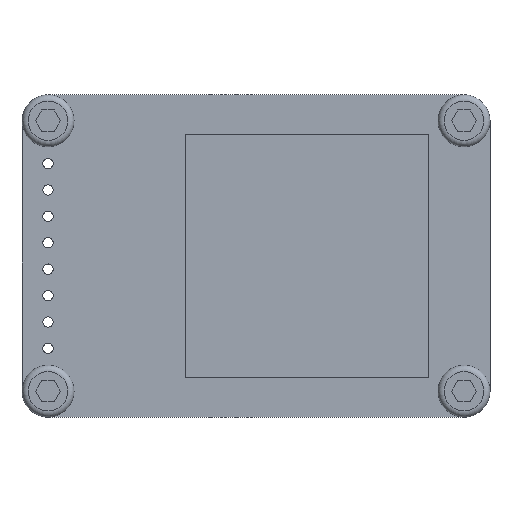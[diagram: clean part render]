
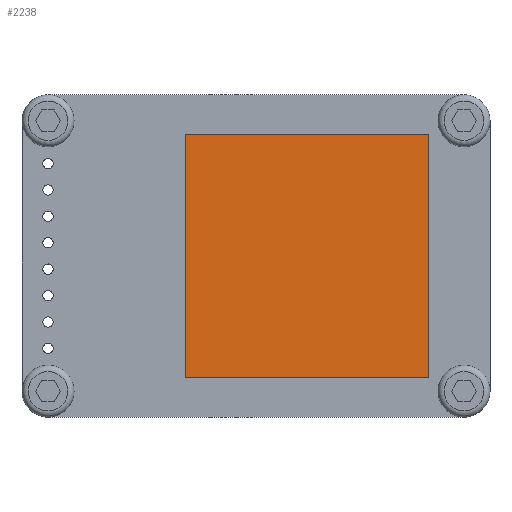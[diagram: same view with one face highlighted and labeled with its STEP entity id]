
A CAD part, top view. The second image highlights one B-rep face of the part: STEP entity #2238.
In plain terms, the highlighted planar face has unit normal (0, 0, 1).
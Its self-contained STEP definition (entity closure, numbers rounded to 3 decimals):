
#1924 = VERTEX_POINT('',#1925);
#1925 = CARTESIAN_POINT('',(13.2,-11.7,12.6));
#1932 = PLANE('',#1933);
#1933 = AXIS2_PLACEMENT_3D('',#1934,#1935,#1936);
#1934 = CARTESIAN_POINT('',(13.2,-11.7,11.6));
#1935 = DIRECTION('',(1.,0.,0.));
#1936 = DIRECTION('',(0.,0.,1.));
#1944 = PLANE('',#1945);
#1945 = AXIS2_PLACEMENT_3D('',#1946,#1947,#1948);
#1946 = CARTESIAN_POINT('',(13.2,-11.7,11.6));
#1947 = DIRECTION('',(0.,1.,0.));
#1948 = DIRECTION('',(0.,0.,1.));
#1985 = VERTEX_POINT('',#1986);
#1986 = CARTESIAN_POINT('',(13.2,11.7,12.6));
#2000 = PLANE('',#2001);
#2001 = AXIS2_PLACEMENT_3D('',#2002,#2003,#2004);
#2002 = CARTESIAN_POINT('',(13.2,11.7,11.6));
#2003 = DIRECTION('',(0.,1.,0.));
#2004 = DIRECTION('',(0.,0.,1.));
#2012 = EDGE_CURVE('',#1924,#1985,#2013,.T.);
#2013 = SURFACE_CURVE('',#2014,(#2018,#2025),.PCURVE_S1.);
#2014 = LINE('',#2015,#2016);
#2015 = CARTESIAN_POINT('',(13.2,-11.7,12.6));
#2016 = VECTOR('',#2017,1.);
#2017 = DIRECTION('',(0.,1.,0.));
#2018 = PCURVE('',#1932,#2019);
#2019 = DEFINITIONAL_REPRESENTATION('',(#2020),#2024);
#2020 = LINE('',#2021,#2022);
#2021 = CARTESIAN_POINT('',(1.,0.));
#2022 = VECTOR('',#2023,1.);
#2023 = DIRECTION('',(0.,-1.));
#2024 = ( GEOMETRIC_REPRESENTATION_CONTEXT(2) 
PARAMETRIC_REPRESENTATION_CONTEXT() REPRESENTATION_CONTEXT('2D SPACE',''
  ) );
#2025 = PCURVE('',#2026,#2031);
#2026 = PLANE('',#2027);
#2027 = AXIS2_PLACEMENT_3D('',#2028,#2029,#2030);
#2028 = CARTESIAN_POINT('',(13.2,-11.7,12.6));
#2029 = DIRECTION('',(0.,0.,1.));
#2030 = DIRECTION('',(1.,0.,0.));
#2031 = DEFINITIONAL_REPRESENTATION('',(#2032),#2036);
#2032 = LINE('',#2033,#2034);
#2033 = CARTESIAN_POINT('',(0.,0.));
#2034 = VECTOR('',#2035,1.);
#2035 = DIRECTION('',(0.,1.));
#2036 = ( GEOMETRIC_REPRESENTATION_CONTEXT(2) 
PARAMETRIC_REPRESENTATION_CONTEXT() REPRESENTATION_CONTEXT('2D SPACE',''
  ) );
#2044 = VERTEX_POINT('',#2045);
#2045 = CARTESIAN_POINT('',(36.6,-11.7,12.6));
#2052 = PLANE('',#2053);
#2053 = AXIS2_PLACEMENT_3D('',#2054,#2055,#2056);
#2054 = CARTESIAN_POINT('',(36.6,-11.7,11.6));
#2055 = DIRECTION('',(1.,0.,0.));
#2056 = DIRECTION('',(0.,0.,1.));
#2095 = VERTEX_POINT('',#2096);
#2096 = CARTESIAN_POINT('',(36.6,11.7,12.6));
#2117 = EDGE_CURVE('',#2044,#2095,#2118,.T.);
#2118 = SURFACE_CURVE('',#2119,(#2123,#2130),.PCURVE_S1.);
#2119 = LINE('',#2120,#2121);
#2120 = CARTESIAN_POINT('',(36.6,-11.7,12.6));
#2121 = VECTOR('',#2122,1.);
#2122 = DIRECTION('',(0.,1.,0.));
#2123 = PCURVE('',#2052,#2124);
#2124 = DEFINITIONAL_REPRESENTATION('',(#2125),#2129);
#2125 = LINE('',#2126,#2127);
#2126 = CARTESIAN_POINT('',(1.,0.));
#2127 = VECTOR('',#2128,1.);
#2128 = DIRECTION('',(0.,-1.));
#2129 = ( GEOMETRIC_REPRESENTATION_CONTEXT(2) 
PARAMETRIC_REPRESENTATION_CONTEXT() REPRESENTATION_CONTEXT('2D SPACE',''
  ) );
#2130 = PCURVE('',#2026,#2131);
#2131 = DEFINITIONAL_REPRESENTATION('',(#2132),#2136);
#2132 = LINE('',#2133,#2134);
#2133 = CARTESIAN_POINT('',(23.4,0.));
#2134 = VECTOR('',#2135,1.);
#2135 = DIRECTION('',(0.,1.));
#2136 = ( GEOMETRIC_REPRESENTATION_CONTEXT(2) 
PARAMETRIC_REPRESENTATION_CONTEXT() REPRESENTATION_CONTEXT('2D SPACE',''
  ) );
#2163 = EDGE_CURVE('',#1924,#2044,#2164,.T.);
#2164 = SURFACE_CURVE('',#2165,(#2169,#2176),.PCURVE_S1.);
#2165 = LINE('',#2166,#2167);
#2166 = CARTESIAN_POINT('',(13.2,-11.7,12.6));
#2167 = VECTOR('',#2168,1.);
#2168 = DIRECTION('',(1.,0.,0.));
#2169 = PCURVE('',#1944,#2170);
#2170 = DEFINITIONAL_REPRESENTATION('',(#2171),#2175);
#2171 = LINE('',#2172,#2173);
#2172 = CARTESIAN_POINT('',(1.,0.));
#2173 = VECTOR('',#2174,1.);
#2174 = DIRECTION('',(0.,1.));
#2175 = ( GEOMETRIC_REPRESENTATION_CONTEXT(2) 
PARAMETRIC_REPRESENTATION_CONTEXT() REPRESENTATION_CONTEXT('2D SPACE',''
  ) );
#2176 = PCURVE('',#2026,#2177);
#2177 = DEFINITIONAL_REPRESENTATION('',(#2178),#2182);
#2178 = LINE('',#2179,#2180);
#2179 = CARTESIAN_POINT('',(0.,0.));
#2180 = VECTOR('',#2181,1.);
#2181 = DIRECTION('',(1.,0.));
#2182 = ( GEOMETRIC_REPRESENTATION_CONTEXT(2) 
PARAMETRIC_REPRESENTATION_CONTEXT() REPRESENTATION_CONTEXT('2D SPACE',''
  ) );
#2210 = EDGE_CURVE('',#1985,#2095,#2211,.T.);
#2211 = SURFACE_CURVE('',#2212,(#2216,#2223),.PCURVE_S1.);
#2212 = LINE('',#2213,#2214);
#2213 = CARTESIAN_POINT('',(13.2,11.7,12.6));
#2214 = VECTOR('',#2215,1.);
#2215 = DIRECTION('',(1.,0.,0.));
#2216 = PCURVE('',#2000,#2217);
#2217 = DEFINITIONAL_REPRESENTATION('',(#2218),#2222);
#2218 = LINE('',#2219,#2220);
#2219 = CARTESIAN_POINT('',(1.,0.));
#2220 = VECTOR('',#2221,1.);
#2221 = DIRECTION('',(0.,1.));
#2222 = ( GEOMETRIC_REPRESENTATION_CONTEXT(2) 
PARAMETRIC_REPRESENTATION_CONTEXT() REPRESENTATION_CONTEXT('2D SPACE',''
  ) );
#2223 = PCURVE('',#2026,#2224);
#2224 = DEFINITIONAL_REPRESENTATION('',(#2225),#2229);
#2225 = LINE('',#2226,#2227);
#2226 = CARTESIAN_POINT('',(0.,23.4));
#2227 = VECTOR('',#2228,1.);
#2228 = DIRECTION('',(1.,0.));
#2229 = ( GEOMETRIC_REPRESENTATION_CONTEXT(2) 
PARAMETRIC_REPRESENTATION_CONTEXT() REPRESENTATION_CONTEXT('2D SPACE',''
  ) );
#2238 = ADVANCED_FACE('',(#2239),#2026,.T.);
#2239 = FACE_BOUND('',#2240,.T.);
#2240 = EDGE_LOOP('',(#2241,#2242,#2243,#2244));
#2241 = ORIENTED_EDGE('',*,*,#2012,.F.);
#2242 = ORIENTED_EDGE('',*,*,#2163,.T.);
#2243 = ORIENTED_EDGE('',*,*,#2117,.T.);
#2244 = ORIENTED_EDGE('',*,*,#2210,.F.);
